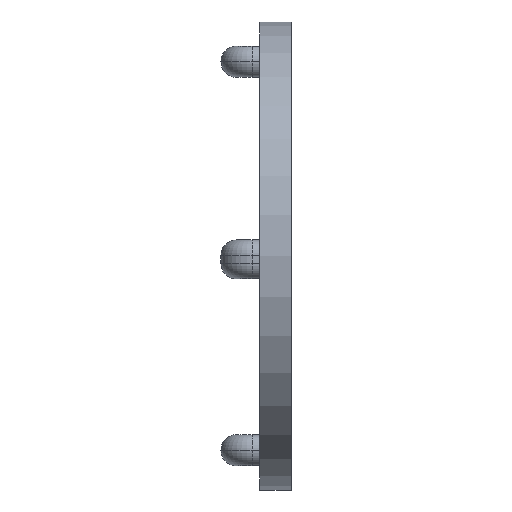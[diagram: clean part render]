
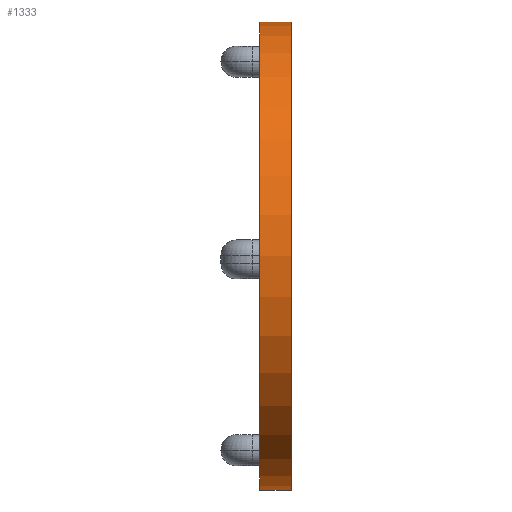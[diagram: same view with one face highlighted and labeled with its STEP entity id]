
A CAD part, left-side view. The second image highlights one B-rep face of the part: STEP entity #1333.
In plain terms, the highlighted cylindrical face has radius 30 mm (diameter 60 mm), a partial arc.
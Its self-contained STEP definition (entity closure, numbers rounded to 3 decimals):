
#36 = ORIENTED_EDGE ( 'NONE', *, *, #504, .T. ) ;
#78 = ORIENTED_EDGE ( 'NONE', *, *, #298, .F. ) ;
#120 = DIRECTION ( 'NONE',  ( 0., 0., 1. ) ) ;
#158 = LINE ( 'NONE', #924, #310 ) ;
#225 = ORIENTED_EDGE ( 'NONE', *, *, #1232, .F. ) ;
#298 = EDGE_CURVE ( 'NONE', #1607, #1213, #958, .T. ) ;
#304 = CARTESIAN_POINT ( 'NONE',  ( -57.588, 4., 0. ) ) ;
#310 = VECTOR ( 'NONE', #1544, 1000. ) ;
#335 = VERTEX_POINT ( 'NONE', #1210 ) ;
#367 = AXIS2_PLACEMENT_3D ( 'NONE', #1305, #1756, #1021 ) ;
#504 = EDGE_CURVE ( 'NONE', #1607, #1727, #158, .T. ) ;
#584 = CARTESIAN_POINT ( 'NONE',  ( -57.588, 4., 0. ) ) ;
#854 = CARTESIAN_POINT ( 'NONE',  ( -57.588, 4., 30. ) ) ;
#923 = DIRECTION ( 'NONE',  ( 0., -1., 0. ) ) ;
#924 = CARTESIAN_POINT ( 'NONE',  ( -57.588, 4., -30. ) ) ;
#948 = AXIS2_PLACEMENT_3D ( 'NONE', #304, #1936, #1778 ) ;
#958 = CIRCLE ( 'NONE', #1151, 30. ) ;
#1010 = EDGE_CURVE ( 'NONE', #1727, #335, #1637, .T. ) ;
#1021 = DIRECTION ( 'NONE',  ( 0., 0., 1. ) ) ;
#1029 = CARTESIAN_POINT ( 'NONE',  ( -57.588, 0., -30. ) ) ;
#1060 = EDGE_LOOP ( 'NONE', ( #1908, #225, #78, #36 ) ) ;
#1151 = AXIS2_PLACEMENT_3D ( 'NONE', #584, #1799, #120 ) ;
#1178 = FACE_OUTER_BOUND ( 'NONE', #1060, .T. ) ;
#1210 = CARTESIAN_POINT ( 'NONE',  ( -57.588, 0., 30. ) ) ;
#1213 = VERTEX_POINT ( 'NONE', #1815 ) ;
#1232 = EDGE_CURVE ( 'NONE', #1213, #335, #1354, .T. ) ;
#1272 = VECTOR ( 'NONE', #923, 1000. ) ;
#1305 = CARTESIAN_POINT ( 'NONE',  ( -57.588, 0., 0. ) ) ;
#1333 = ADVANCED_FACE ( 'NONE', ( #1178 ), #1698, .T. ) ;
#1354 = LINE ( 'NONE', #854, #1272 ) ;
#1544 = DIRECTION ( 'NONE',  ( 0., -1., 0. ) ) ;
#1589 = CARTESIAN_POINT ( 'NONE',  ( -57.588, 4., -30. ) ) ;
#1607 = VERTEX_POINT ( 'NONE', #1589 ) ;
#1637 = CIRCLE ( 'NONE', #367, 30. ) ;
#1698 = CYLINDRICAL_SURFACE ( 'NONE', #948, 30. ) ;
#1727 = VERTEX_POINT ( 'NONE', #1029 ) ;
#1756 = DIRECTION ( 'NONE',  ( 0., 1., 0. ) ) ;
#1778 = DIRECTION ( 'NONE',  ( 0., 0., -1. ) ) ;
#1799 = DIRECTION ( 'NONE',  ( 0., 1., 0. ) ) ;
#1815 = CARTESIAN_POINT ( 'NONE',  ( -57.588, 4., 30. ) ) ;
#1908 = ORIENTED_EDGE ( 'NONE', *, *, #1010, .T. ) ;
#1936 = DIRECTION ( 'NONE',  ( 0., -1., 0. ) ) ;
